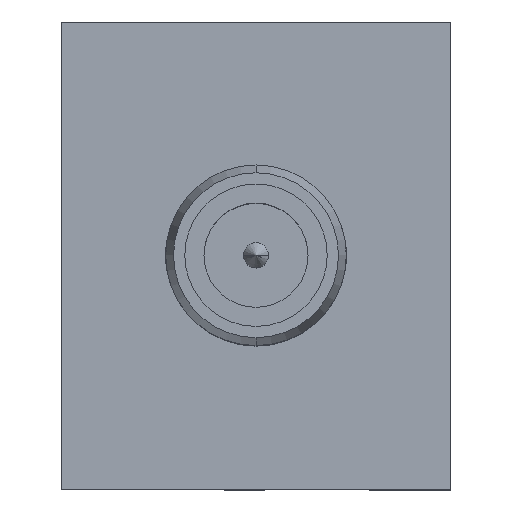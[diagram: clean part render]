
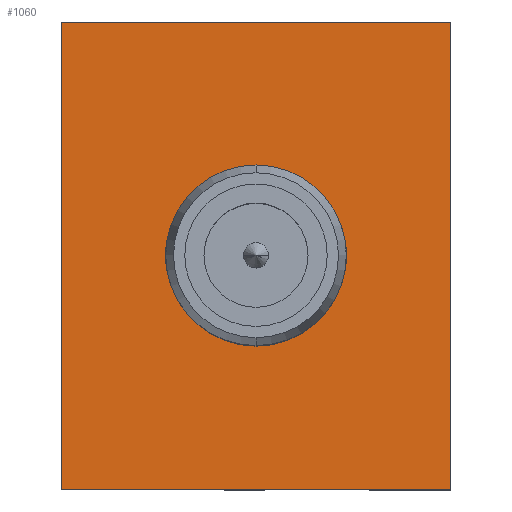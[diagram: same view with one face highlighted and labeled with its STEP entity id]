
A CAD part, top view. The second image highlights one B-rep face of the part: STEP entity #1060.
In plain terms, the highlighted planar face has unit normal (0, 0, 1).
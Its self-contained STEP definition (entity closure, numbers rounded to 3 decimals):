
#1=DIRECTION('',(0.,-1.,0.));
#2=VECTOR('',#1,9.52);
#3=CARTESIAN_POINT('',(-3.96,4.76,5.5));
#4=LINE('',#3,#2);
#5=DIRECTION('',(-1.,0.,0.));
#6=VECTOR('',#5,7.92);
#7=CARTESIAN_POINT('',(3.96,4.76,5.5));
#8=LINE('',#7,#6);
#9=DIRECTION('',(0.,1.,0.));
#10=VECTOR('',#9,9.52);
#11=CARTESIAN_POINT('',(3.96,-4.76,5.5));
#12=LINE('',#11,#10);
#13=DIRECTION('',(1.,0.,0.));
#14=VECTOR('',#13,7.92);
#15=CARTESIAN_POINT('',(-3.96,-4.76,5.5));
#16=LINE('',#15,#14);
#17=CARTESIAN_POINT('',(0.,0.,5.5));
#18=DIRECTION('',(0.,0.,1.));
#19=DIRECTION('',(0.,1.,0.));
#20=AXIS2_PLACEMENT_3D('',#17,#18,#19);
#22=CARTESIAN_POINT('',(0.,0.,5.5));
#23=DIRECTION('',(0.,0.,1.));
#24=DIRECTION('',(0.,-1.,0.));
#25=AXIS2_PLACEMENT_3D('',#22,#23,#24);
#837=CARTESIAN_POINT('',(-3.96,-4.76,5.5));
#838=CARTESIAN_POINT('',(3.96,-4.76,5.5));
#839=VERTEX_POINT('',#837);
#840=VERTEX_POINT('',#838);
#841=CARTESIAN_POINT('',(3.96,4.76,5.5));
#842=VERTEX_POINT('',#841);
#843=CARTESIAN_POINT('',(-3.96,4.76,5.5));
#844=VERTEX_POINT('',#843);
#853=CARTESIAN_POINT('',(0.,1.84,5.5));
#854=CARTESIAN_POINT('',(0.,-1.84,5.5));
#855=VERTEX_POINT('',#853);
#856=VERTEX_POINT('',#854);
#1039=CARTESIAN_POINT('',(0.,0.,5.5));
#1040=DIRECTION('',(0.,0.,1.));
#1041=DIRECTION('',(1.,0.,0.));
#1042=AXIS2_PLACEMENT_3D('',#1039,#1040,#1041);
#1043=PLANE('',#1042);
#1045=ORIENTED_EDGE('',*,*,#1044,.F.);
#1047=ORIENTED_EDGE('',*,*,#1046,.F.);
#1049=ORIENTED_EDGE('',*,*,#1048,.F.);
#1051=ORIENTED_EDGE('',*,*,#1050,.F.);
#1052=EDGE_LOOP('',(#1045,#1047,#1049,#1051));
#1053=FACE_OUTER_BOUND('',#1052,.F.);
#1055=ORIENTED_EDGE('',*,*,#1054,.T.);
#1057=ORIENTED_EDGE('',*,*,#1056,.T.);
#1058=EDGE_LOOP('',(#1055,#1057));
#1059=FACE_BOUND('',#1058,.F.);
#1060=ADVANCED_FACE('',(#1053,#1059),#1043,.T.);
#21=CIRCLE('',#20,1.84);
#26=CIRCLE('',#25,1.84);
#1044=EDGE_CURVE('',#844,#839,#4,.T.);
#1046=EDGE_CURVE('',#842,#844,#8,.T.);
#1048=EDGE_CURVE('',#840,#842,#12,.T.);
#1050=EDGE_CURVE('',#839,#840,#16,.T.);
#1054=EDGE_CURVE('',#855,#856,#21,.T.);
#1056=EDGE_CURVE('',#856,#855,#26,.T.);
